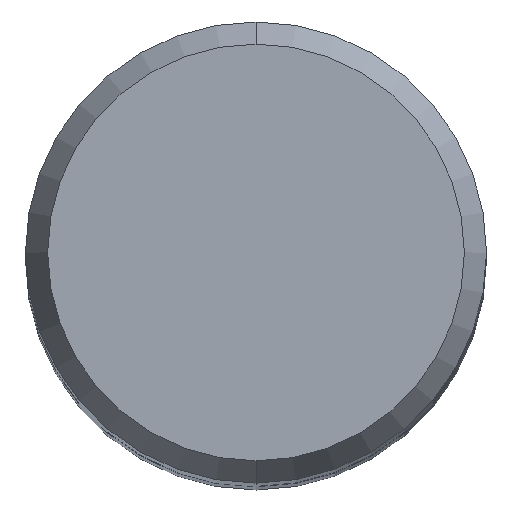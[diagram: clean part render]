
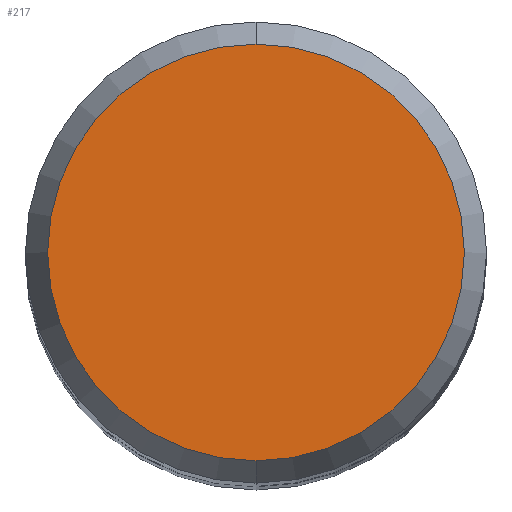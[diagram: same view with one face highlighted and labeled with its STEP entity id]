
A CAD part, top view. The second image highlights one B-rep face of the part: STEP entity #217.
In plain terms, the highlighted planar face has unit normal (0, 0, 1).
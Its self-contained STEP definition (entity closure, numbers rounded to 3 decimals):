
#163=VERTEX_POINT('',#352);
#217=ADVANCED_FACE('',(#415),#416,.T.);
#275=VERTEX_POINT('',#486);
#277=EDGE_CURVE('',#275,#163,#488,.T.);
#283=EDGE_CURVE('',#163,#275,#494,.T.);
#352=CARTESIAN_POINT('',(0.,-4.304,0.01));
#415=FACE_OUTER_BOUND('',#647,.T.);
#416=PLANE('',#648);
#486=CARTESIAN_POINT('',(0.0,4.304,0.01));
#488=CIRCLE('',#737,4.304);
#494=CIRCLE('',#747,4.304);
#647=EDGE_LOOP('',(#886,#887));
#648=AXIS2_PLACEMENT_3D('',#888,#889,#890);
#737=AXIS2_PLACEMENT_3D('',#983,#984,#985);
#747=AXIS2_PLACEMENT_3D('',#990,#991,#992);
#886=ORIENTED_EDGE('',*,*,#277,.F.);
#887=ORIENTED_EDGE('',*,*,#283,.F.);
#888=CARTESIAN_POINT('',(0.0,2.152,0.01));
#889=DIRECTION('',(-0.0,0.0,1.0));
#890=DIRECTION('',(0.0,-1.0,0.0));
#983=CARTESIAN_POINT('',(0.0,0.0,0.01));
#984=DIRECTION('',(0.0,0.0,-1.0));
#985=DIRECTION('',(0.0,1.0,0.0));
#990=CARTESIAN_POINT('',(0.0,0.0,0.01));
#991=DIRECTION('',(0.0,0.0,-1.0));
#992=DIRECTION('',(0.0,1.0,0.0));
